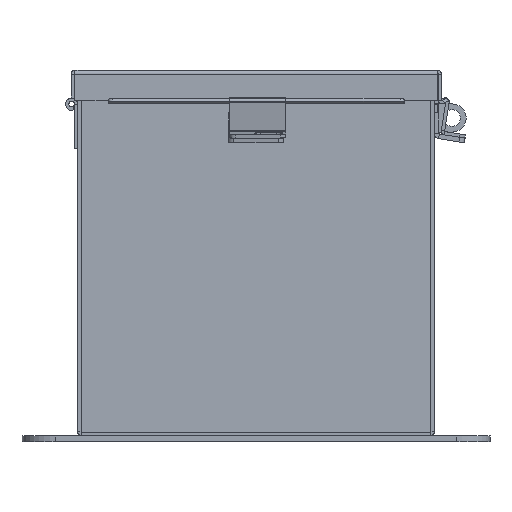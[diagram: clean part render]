
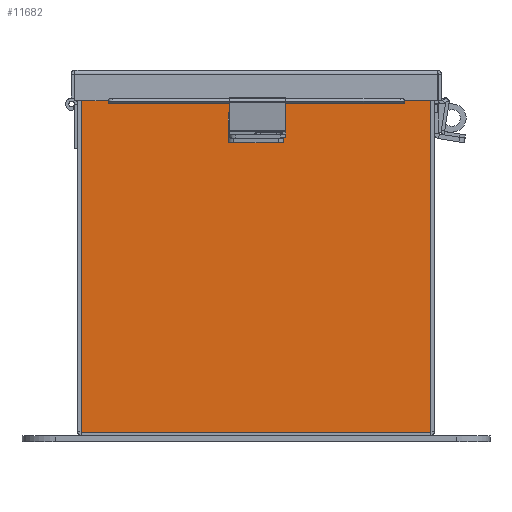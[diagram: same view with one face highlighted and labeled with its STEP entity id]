
A CAD part, front view. The second image highlights one B-rep face of the part: STEP entity #11682.
In plain terms, the highlighted face is planar.
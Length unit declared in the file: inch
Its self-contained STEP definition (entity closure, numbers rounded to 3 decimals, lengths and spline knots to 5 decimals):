
#811 = DIRECTION ( 'NONE',  ( 0., 0., -1. ) ) ;
#853 = CARTESIAN_POINT ( 'NONE',  ( 3.5823, 0., 3.9123 ) ) ;
#1016 = CARTESIAN_POINT ( 'NONE',  ( -3.5823, 0., 3.9123 ) ) ;
#1091 = DIRECTION ( 'NONE',  ( 0., 0., -1. ) ) ;
#1111 = CARTESIAN_POINT ( 'NONE',  ( -3.61965, 0., 3.87495 ) ) ;
#1162 = LINE ( 'NONE', #3155, #6017 ) ;
#1645 = LINE ( 'NONE', #13905, #16553 ) ;
#1844 = VERTEX_POINT ( 'NONE', #7097 ) ;
#2271 = VECTOR ( 'NONE', #6431, 39.37008 ) ;
#2286 = DIRECTION ( 'NONE',  ( 1., 0., 0. ) ) ;
#2750 = CARTESIAN_POINT ( 'NONE',  ( 3.61965, 0., 3.87495 ) ) ;
#2960 = LINE ( 'NONE', #17279, #18385 ) ;
#3155 = CARTESIAN_POINT ( 'NONE',  ( -3.9253, 0., 3.9253 ) ) ;
#3740 = LINE ( 'NONE', #4304, #7224 ) ;
#3764 = CARTESIAN_POINT ( 'NONE',  ( -3.9253, 0., 3.9253 ) ) ;
#3766 = CIRCLE ( 'NONE', #17238, 0.01868 ) ;
#3881 = VERTEX_POINT ( 'NONE', #8809 ) ;
#3997 = VERTEX_POINT ( 'NONE', #1111 ) ;
#4005 = VECTOR ( 'NONE', #1091, 39.37008 ) ;
#4008 = ORIENTED_EDGE ( 'NONE', *, *, #12349, .T. ) ;
#4304 = CARTESIAN_POINT ( 'NONE',  ( -3.61965, 0., 0. ) ) ;
#4436 = FACE_OUTER_BOUND ( 'NONE', #17509, .T. ) ;
#5120 = DIRECTION ( 'NONE',  ( 0., 0., -1. ) ) ;
#5386 = EDGE_CURVE ( 'NONE', #18333, #9080, #9713, .T. ) ;
#5550 = EDGE_CURVE ( 'NONE', #8603, #14029, #2960, .T. ) ;
#5663 = AXIS2_PLACEMENT_3D ( 'NONE', #16997, #18538, #9556 ) ;
#6017 = VECTOR ( 'NONE', #13565, 39.37008 ) ;
#6431 = DIRECTION ( 'NONE',  ( 0., 0., -1. ) ) ;
#6468 = DIRECTION ( 'NONE',  ( -1., 0., 0. ) ) ;
#6546 = LINE ( 'NONE', #13376, #14020 ) ;
#6561 = PLANE ( 'NONE',  #5663 ) ;
#6629 = VECTOR ( 'NONE', #5120, 39.37008 ) ;
#6737 = EDGE_CURVE ( 'NONE', #15905, #15934, #18090, .T. ) ;
#6810 = DIRECTION ( 'NONE',  ( 1., 0., 0. ) ) ;
#7097 = CARTESIAN_POINT ( 'NONE',  ( -3.9253, 0., -3.9253 ) ) ;
#7224 = VECTOR ( 'NONE', #11691, 39.37008 ) ;
#7227 = DIRECTION ( 'NONE',  ( 0., 1., 0. ) ) ;
#7252 = VECTOR ( 'NONE', #2286, 39.37008 ) ;
#8146 = ORIENTED_EDGE ( 'NONE', *, *, #8868, .F. ) ;
#8210 = ORIENTED_EDGE ( 'NONE', *, *, #8897, .T. ) ;
#8425 = CARTESIAN_POINT ( 'NONE',  ( -3.61965, 0., 3.9253 ) ) ;
#8603 = VERTEX_POINT ( 'NONE', #3764 ) ;
#8809 = CARTESIAN_POINT ( 'NONE',  ( 3.9253, 0., 3.9253 ) ) ;
#8868 = EDGE_CURVE ( 'NONE', #15934, #18802, #3766, .T. ) ;
#8897 = EDGE_CURVE ( 'NONE', #18333, #10540, #11652, .T. ) ;
#9080 = VERTEX_POINT ( 'NONE', #10088 ) ;
#9556 = DIRECTION ( 'NONE',  ( 0., 0., -1. ) ) ;
#9692 = DIRECTION ( 'NONE',  ( 0., 1., 0. ) ) ;
#9713 = LINE ( 'NONE', #10863, #2271 ) ;
#9834 = LINE ( 'NONE', #18933, #17321 ) ;
#9983 = ORIENTED_EDGE ( 'NONE', *, *, #18457, .F. ) ;
#10088 = CARTESIAN_POINT ( 'NONE',  ( -3.5823, 0., 3.87495 ) ) ;
#10159 = CARTESIAN_POINT ( 'NONE',  ( 3.61965, 0., 3.9253 ) ) ;
#10540 = VERTEX_POINT ( 'NONE', #853 ) ;
#10616 = EDGE_CURVE ( 'NONE', #15905, #3881, #9834, .T. ) ;
#10863 = CARTESIAN_POINT ( 'NONE',  ( -3.5823, 0., 0. ) ) ;
#11212 = EDGE_CURVE ( 'NONE', #3881, #18616, #12368, .T. ) ;
#11412 = DIRECTION ( 'NONE',  ( 1., 0., 0. ) ) ;
#11494 = ORIENTED_EDGE ( 'NONE', *, *, #6737, .F. ) ;
#11652 = LINE ( 'NONE', #17144, #7252 ) ;
#11682 = ADVANCED_FACE ( 'NONE', ( #4436 ), #6561, .F. ) ;
#11691 = DIRECTION ( 'NONE',  ( 0., 0., 1. ) ) ;
#12349 = EDGE_CURVE ( 'NONE', #18616, #1844, #1645, .T. ) ;
#12368 = LINE ( 'NONE', #15988, #4005 ) ;
#12835 = EDGE_CURVE ( 'NONE', #1844, #8603, #1162, .T. ) ;
#13376 = CARTESIAN_POINT ( 'NONE',  ( 3.5823, 0., 0. ) ) ;
#13565 = DIRECTION ( 'NONE',  ( 0., 0., 1. ) ) ;
#13905 = CARTESIAN_POINT ( 'NONE',  ( -3.9253, 0., -3.9253 ) ) ;
#14020 = VECTOR ( 'NONE', #16395, 39.37008 ) ;
#14023 = AXIS2_PLACEMENT_3D ( 'NONE', #16157, #7227, #17681 ) ;
#14029 = VERTEX_POINT ( 'NONE', #8425 ) ;
#14068 = CARTESIAN_POINT ( 'NONE',  ( 3.61965, 0., 0. ) ) ;
#14091 = ORIENTED_EDGE ( 'NONE', *, *, #10616, .T. ) ;
#14144 = ORIENTED_EDGE ( 'NONE', *, *, #11212, .T. ) ;
#15287 = EDGE_CURVE ( 'NONE', #18802, #10540, #6546, .T. ) ;
#15309 = CIRCLE ( 'NONE', #14023, 0.01868 ) ;
#15333 = ORIENTED_EDGE ( 'NONE', *, *, #15941, .F. ) ;
#15649 = CARTESIAN_POINT ( 'NONE',  ( 3.5823, 0., 3.87495 ) ) ;
#15711 = ORIENTED_EDGE ( 'NONE', *, *, #5550, .T. ) ;
#15905 = VERTEX_POINT ( 'NONE', #10159 ) ;
#15934 = VERTEX_POINT ( 'NONE', #2750 ) ;
#15941 = EDGE_CURVE ( 'NONE', #3997, #14029, #3740, .T. ) ;
#15988 = CARTESIAN_POINT ( 'NONE',  ( 3.9253, 0., 3.9253 ) ) ;
#16105 = ORIENTED_EDGE ( 'NONE', *, *, #15287, .F. ) ;
#16157 = CARTESIAN_POINT ( 'NONE',  ( -3.60097, 0., 3.87495 ) ) ;
#16395 = DIRECTION ( 'NONE',  ( 0., 0., 1. ) ) ;
#16484 = CARTESIAN_POINT ( 'NONE',  ( 3.9253, 0., -3.9253 ) ) ;
#16553 = VECTOR ( 'NONE', #6468, 39.37008 ) ;
#16997 = CARTESIAN_POINT ( 'NONE',  ( 0., 0., 0. ) ) ;
#17144 = CARTESIAN_POINT ( 'NONE',  ( -3.5823, 0., 3.9123 ) ) ;
#17238 = AXIS2_PLACEMENT_3D ( 'NONE', #18685, #9692, #811 ) ;
#17279 = CARTESIAN_POINT ( 'NONE',  ( -3.9253, 0., 3.9253 ) ) ;
#17321 = VECTOR ( 'NONE', #11412, 39.37008 ) ;
#17509 = EDGE_LOOP ( 'NONE', ( #15333, #9983, #18627, #8210, #16105, #8146, #11494, #14091, #14144, #4008, #18480, #15711 ) ) ;
#17681 = DIRECTION ( 'NONE',  ( 0., 0., -1. ) ) ;
#18090 = LINE ( 'NONE', #14068, #6629 ) ;
#18333 = VERTEX_POINT ( 'NONE', #1016 ) ;
#18385 = VECTOR ( 'NONE', #6810, 39.37008 ) ;
#18457 = EDGE_CURVE ( 'NONE', #9080, #3997, #15309, .T. ) ;
#18480 = ORIENTED_EDGE ( 'NONE', *, *, #12835, .T. ) ;
#18538 = DIRECTION ( 'NONE',  ( 0., -1., 0. ) ) ;
#18616 = VERTEX_POINT ( 'NONE', #16484 ) ;
#18627 = ORIENTED_EDGE ( 'NONE', *, *, #5386, .F. ) ;
#18685 = CARTESIAN_POINT ( 'NONE',  ( 3.60098, 0., 3.87495 ) ) ;
#18802 = VERTEX_POINT ( 'NONE', #15649 ) ;
#18933 = CARTESIAN_POINT ( 'NONE',  ( -3.9253, 0., 3.9253 ) ) ;
